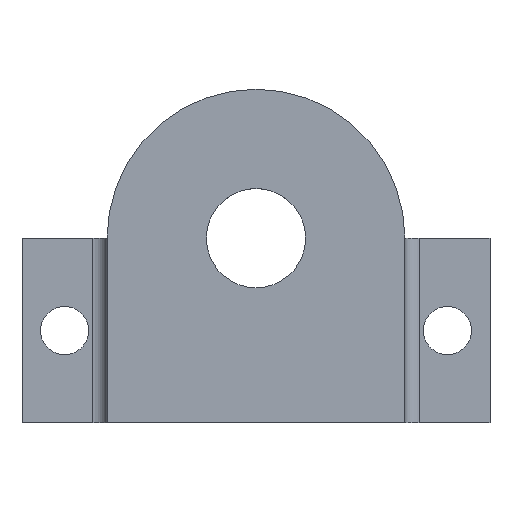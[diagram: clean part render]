
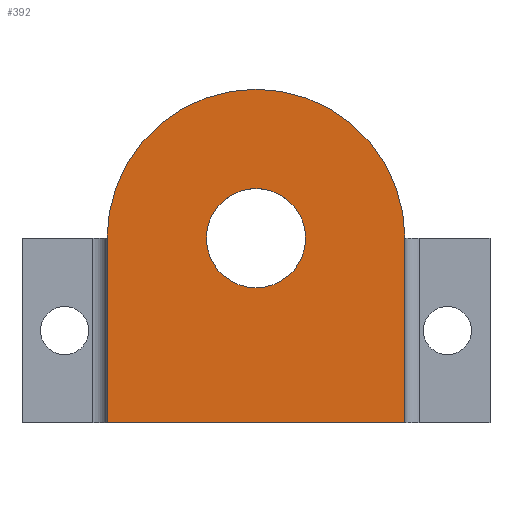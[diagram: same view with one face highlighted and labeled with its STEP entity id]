
A CAD part, top view. The second image highlights one B-rep face of the part: STEP entity #392.
In plain terms, the highlighted planar face has unit normal (0, 0, 1).
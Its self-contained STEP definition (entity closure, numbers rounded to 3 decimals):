
#15=FACE_BOUND('',#62,.T.);
#23=PLANE('',#433);
#40=FACE_OUTER_BOUND('',#61,.T.);
#61=EDGE_LOOP('',(#290,#291,#292,#293));
#62=EDGE_LOOP('',(#294));
#86=LINE('',#584,#127);
#91=LINE('',#599,#132);
#94=LINE('',#609,#135);
#127=VECTOR('',#470,10.);
#132=VECTOR('',#483,10.);
#135=VECTOR('',#496,10.);
#169=CIRCLE('',#431,3.5);
#171=CIRCLE('',#434,10.5);
#183=VERTEX_POINT('',#581);
#184=VERTEX_POINT('',#583);
#189=VERTEX_POINT('',#596);
#190=VERTEX_POINT('',#598);
#191=VERTEX_POINT('',#602);
#220=EDGE_CURVE('',#184,#183,#86,.T.);
#227=EDGE_CURVE('',#190,#189,#91,.T.);
#229=EDGE_CURVE('',#191,#191,#169,.T.);
#232=EDGE_CURVE('',#189,#184,#171,.T.);
#233=EDGE_CURVE('',#183,#190,#94,.T.);
#290=ORIENTED_EDGE('',*,*,#232,.T.);
#291=ORIENTED_EDGE('',*,*,#220,.T.);
#292=ORIENTED_EDGE('',*,*,#233,.T.);
#293=ORIENTED_EDGE('',*,*,#227,.T.);
#294=ORIENTED_EDGE('',*,*,#229,.T.);
#392=ADVANCED_FACE('',(#40,#15),#23,.T.);
#431=AXIS2_PLACEMENT_3D('',#603,#487,#488);
#433=AXIS2_PLACEMENT_3D('',#607,#492,#493);
#434=AXIS2_PLACEMENT_3D('',#608,#494,#495);
#470=DIRECTION('',(0.,-1.,0.));
#483=DIRECTION('',(0.,1.,0.));
#487=DIRECTION('center_axis',(0.,0.,-1.));
#488=DIRECTION('ref_axis',(-1.,0.,0.));
#492=DIRECTION('center_axis',(0.,0.,1.));
#493=DIRECTION('ref_axis',(-1.,0.,0.));
#494=DIRECTION('center_axis',(0.,0.,1.));
#495=DIRECTION('ref_axis',(1.,0.,0.));
#496=DIRECTION('',(1.,0.,0.));
#581=CARTESIAN_POINT('',(-10.5,-13.,11.));
#583=CARTESIAN_POINT('',(-10.5,0.,11.));
#584=CARTESIAN_POINT('',(-10.5,-13.,11.));
#596=CARTESIAN_POINT('',(10.5,0.,11.));
#598=CARTESIAN_POINT('',(10.5,-13.,11.));
#599=CARTESIAN_POINT('',(10.5,0.,11.));
#602=CARTESIAN_POINT('',(3.5,0.,11.));
#603=CARTESIAN_POINT('Origin',(0.,0.,11.));
#607=CARTESIAN_POINT('Origin',(0.,-1.25,11.));
#608=CARTESIAN_POINT('Origin',(0.,0.,11.));
#609=CARTESIAN_POINT('',(10.5,-13.,11.));
